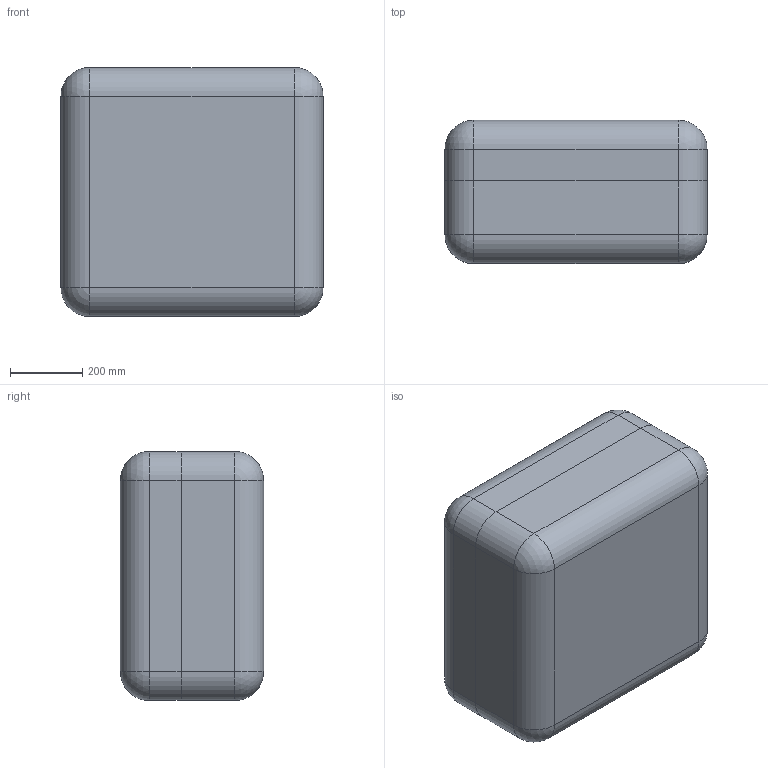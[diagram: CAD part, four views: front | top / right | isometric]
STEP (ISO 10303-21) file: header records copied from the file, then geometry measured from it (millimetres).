
FILE_DESCRIPTION (( 'STEP AP214' ), '1' );
FILE_NAME ('Òðàíñïîðòíûé êîíòåéíåð ÀÄÌÈÐÀË®ÏÐÎÔÅÑÑÈÎÍÀËÜÍÛÅ 065_óïðîùåííàÿ 3D-ìîäåëü.STEP', '2025-09-17T07:12:04', ( '' ), ( '' ), 'SwSTEP 2.0', 'SolidWorks 2021', '' );
FILE_SCHEMA (( 'AUTOMOTIVE_DESIGN' ));
Length unit declared in the file: millimetre
Products named in the file (3): Òðàíñïîðòíûé êîíòåéíåð ÀÄÌÈÐÀË®ÏÐÎÔÅÑÑÈÎÍÀËÜÍÛÅ 065_óïðîùåííàÿ 3D-ìîäåëü; Base 65(óïð); Lid 65(óïð)
Assembly tree (2 placements, depth 2):
  Òðàíñïîðòíûé êîíòåéíåð ÀÄÌÈÐÀË®ÏÐÎÔÅÑÑÈÎÍÀËÜÍÛÅ 065_óïðîùåííàÿ 3D-ìîäåëü
    Base 65(óïð)
    Lid 65(óïð)
Bounding box: 727.36 x 397.36 x 690.7 mm (x, y, z)
Volume: 81788245.1 mm3; surface area: 4395481.5 mm2
Topology: 2 solids, 3 shells, 1265 faces, 3183 edges, 1878 vertices
Faces by surface type: cylinder 533, plane 268, bspline 256, torus 156, cone 32, sphere 20
Entity records: 51611 total; most frequent: CARTESIAN_POINT 23175, ORIENTED_EDGE 6254, DIRECTION 5724, EDGE_CURVE 3127, AXIS2_PLACEMENT_3D 2245, VERTEX_POINT 1878, EDGE_LOOP 1279, ADVANCED_FACE 1265
